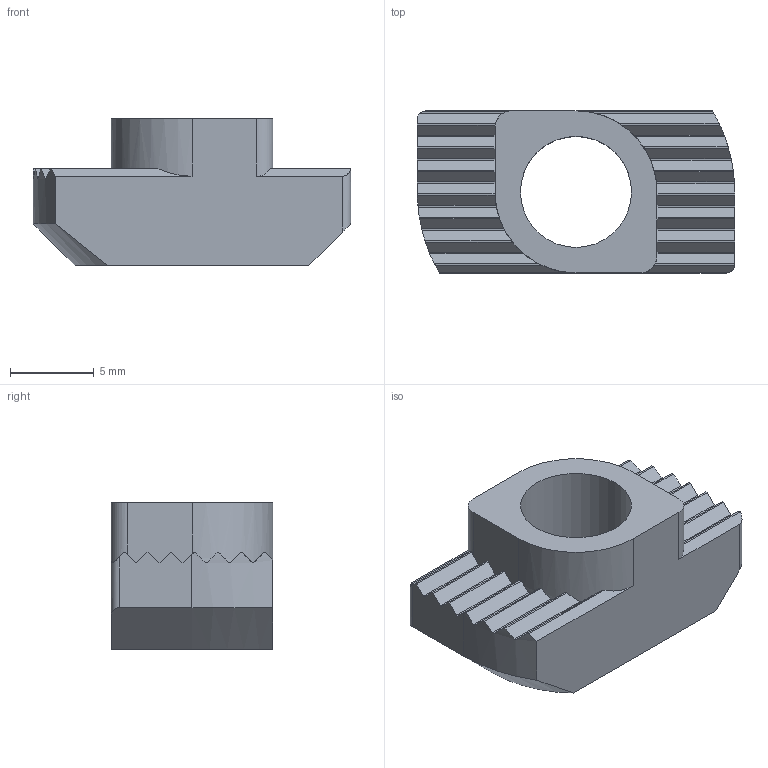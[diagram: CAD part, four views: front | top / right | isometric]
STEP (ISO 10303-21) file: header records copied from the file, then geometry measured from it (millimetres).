
FILE_DESCRIPTION(/* description */ ('STEP AP214'),/* implementation_level */ '2;1');
FILE_NAME(/* name */ '096H10830',/* time_stamp */ '2022-09-01T13:56:02+02:00',/* author */ ('License CC BY-ND 4.0'),/* organization */ ('CADENAS'),/* preprocessor_version */ 'ST-DEVELOPER v18.102',/* originating_system */ 'PARTsolutions',/* authorisation */ ' ');
FILE_SCHEMA (('AUTOMOTIVE_DESIGN {1 0 10303 214 3 1 1}'));
Length unit declared in the file: millimetre
Products named in the file (1): 096H10830
Bounding box: 19 x 9.7 x 8.8 mm (x, y, z)
Volume: 898 mm3; surface area: 874.6 mm2
Topology: 1 solids, 1 shells, 77 faces, 227 edges, 152 vertices
Faces by surface type: plane 66, cylinder 9, bspline 2
Full cylindrical faces by diameter (mm): 6.647 x1
Entity records: 2649 total; most frequent: CARTESIAN_POINT 486, DIRECTION 459, ORIENTED_EDGE 452, EDGE_CURVE 226, AXIS2_PLACEMENT_3D 159, VERTEX_POINT 152, LINE 141, VECTOR 141
